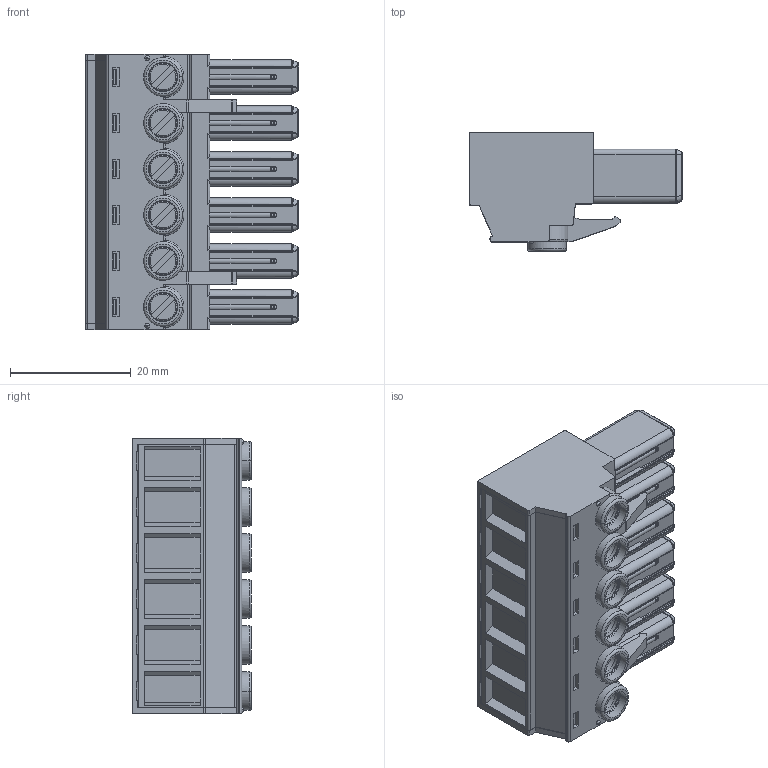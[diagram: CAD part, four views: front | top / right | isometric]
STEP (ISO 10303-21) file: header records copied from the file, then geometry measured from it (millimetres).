
FILE_DESCRIPTION(/* description */ (''),/* implementation_level */ '2;1');
FILE_NAME(/* name */ 'MC-RHH7.62H06C.stp',/* time_stamp */ '2022-04-13T14:47:05+08:00',/* author */ (''),/* organization */ (''),/* preprocessor_version */ 'ST-DEVELOPER v16',/* originating_system */ 'SIEMENS PLM Software NX 10.0',/* authorisation */ '');
FILE_SCHEMA (('AP203_CONFIGURATION_CONTROLLED_3D_DESIGN_OF_MECHANICAL_PARTS_AND_ASSEMBLIES_MIM_LF { 1 0 10303 403 2 1 2}'));
Products named in the file (1): syf02E3095519bpd
Bounding box: 35.3 x 19.7 x 45.7 mm (x, y, z)
Volume: 18352.5 mm3; surface area: 9207.1 mm2
Topology: 1 solids, 26 shells, 1276 faces, 3444 edges, 2234 vertices
Faces by surface type: plane 662, cylinder 328, bspline 124, torus 94, cone 40, sphere 28
Full cylindrical faces by diameter (mm): 4.65 x4, 4.85 x4, 6.4 x4
Entity records: 50859 total; most frequent: CARTESIAN_POINT 19547, ORIENTED_EDGE 6722, DIRECTION 6094, EDGE_CURVE 3361, VERTEX_POINT 2210, AXIS2_PLACEMENT_3D 2103, LINE 1888, VECTOR 1888
